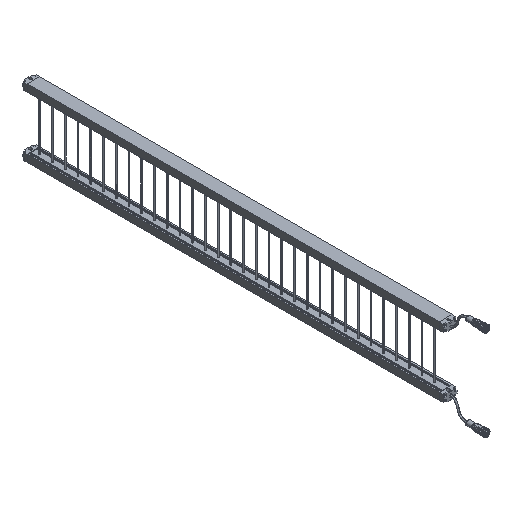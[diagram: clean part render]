
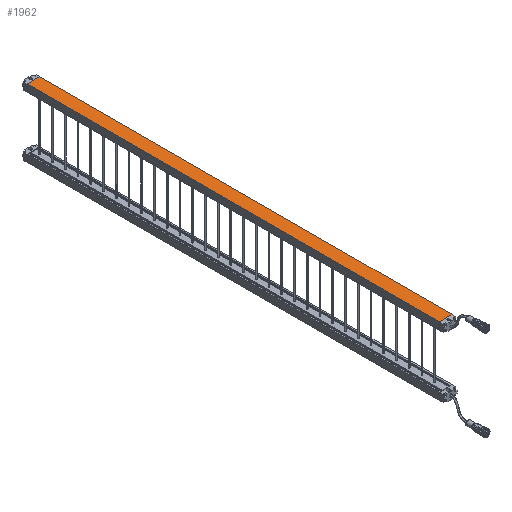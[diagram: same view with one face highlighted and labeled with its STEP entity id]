
A CAD part, isometric view. The second image highlights one B-rep face of the part: STEP entity #1962.
In plain terms, the highlighted planar face has unit normal (0, 0, 1).
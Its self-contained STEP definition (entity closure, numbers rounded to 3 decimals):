
#1477=DIRECTION('',(0.,1.,0.));
#1478=VECTOR('',#1477,971.);
#1479=CARTESIAN_POINT('',(29.,12.,33.2));
#1480=LINE('',#1479,#1478);
#1481=DIRECTION('',(1.,0.,0.));
#1482=VECTOR('',#1481,30.);
#1483=CARTESIAN_POINT('',(-1.,983.,33.2));
#1484=LINE('',#1483,#1482);
#1485=DIRECTION('',(-1.,0.,0.));
#1486=VECTOR('',#1485,30.);
#1487=CARTESIAN_POINT('',(29.,12.,33.2));
#1488=LINE('',#1487,#1486);
#1493=DIRECTION('',(0.,-1.,0.));
#1494=VECTOR('',#1493,971.);
#1495=CARTESIAN_POINT('',(-1.,983.,33.2));
#1496=LINE('',#1495,#1494);
#1735=CARTESIAN_POINT('',(29.,12.,33.2));
#1736=VERTEX_POINT('',#1735);
#1737=CARTESIAN_POINT('',(-1.,12.,33.2));
#1738=VERTEX_POINT('',#1737);
#1793=CARTESIAN_POINT('',(29.,983.,33.2));
#1794=VERTEX_POINT('',#1793);
#1795=CARTESIAN_POINT('',(-1.,983.,33.2));
#1796=VERTEX_POINT('',#1795);
#1950=CARTESIAN_POINT('',(0.,0.,33.2));
#1951=DIRECTION('',(0.,0.,1.));
#1952=DIRECTION('',(1.,0.,0.));
#1953=AXIS2_PLACEMENT_3D('',#1950,#1951,#1952);
#1954=PLANE('',#1953);
#1955=ORIENTED_EDGE('',*,*,#1806,.T.);
#1956=ORIENTED_EDGE('',*,*,#1945,.F.);
#1957=ORIENTED_EDGE('',*,*,#1932,.T.);
#1959=ORIENTED_EDGE('',*,*,#1958,.F.);
#1960=EDGE_LOOP('',(#1955,#1956,#1957,#1959));
#1961=FACE_OUTER_BOUND('',#1960,.F.);
#1806=EDGE_CURVE('',#1796,#1794,#1484,.T.);
#1932=EDGE_CURVE('',#1736,#1738,#1488,.T.);
#1945=EDGE_CURVE('',#1736,#1794,#1480,.T.);
#1958=EDGE_CURVE('',#1796,#1738,#1496,.T.);
#1962=ADVANCED_FACE('',(#1961),#1954,.T.);
